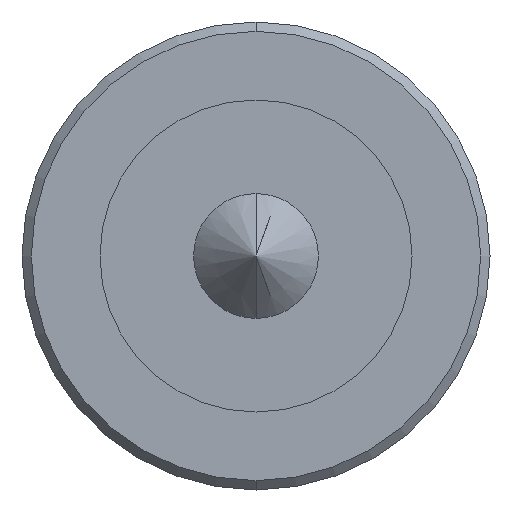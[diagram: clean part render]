
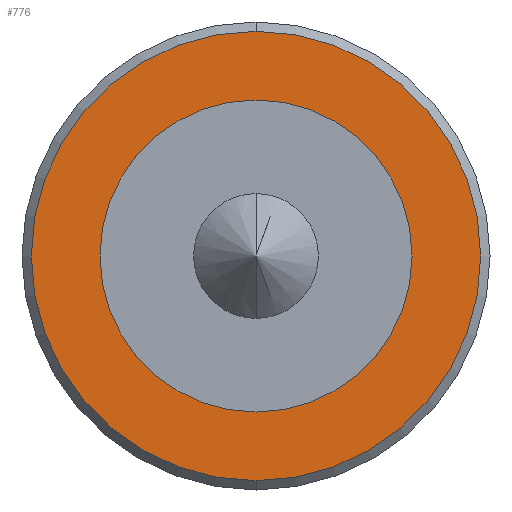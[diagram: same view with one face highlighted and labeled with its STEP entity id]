
A CAD part, front view. The second image highlights one B-rep face of the part: STEP entity #776.
In plain terms, the highlighted planar face has unit normal (0, -1, 0).
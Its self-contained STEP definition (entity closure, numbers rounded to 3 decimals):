
#95 = FACE_OUTER_BOUND ( 'NONE', #1820, .T. ) ;
#102 = FACE_BOUND ( 'NONE', #1821, .T. ) ;
#104 = AXIS2_PLACEMENT_3D ( 'NONE', #1330, #1331, #1332 ) ;
#156 = VERTEX_POINT ( 'NONE', #1048 ) ;
#170 = VERTEX_POINT ( 'NONE', #1062 ) ;
#230 = DIRECTION ( 'NONE',  ( 0., 1., 0. ) ) ;
#231 = DIRECTION ( 'NONE',  ( 0., 0., 1. ) ) ;
#593 = VERTEX_POINT ( 'NONE', #1087 ) ;
#596 = VERTEX_POINT ( 'NONE', #1090 ) ;
#669 = CIRCLE ( 'NONE', #966, 5. ) ;
#675 = CIRCLE ( 'NONE', #970, 7.2 ) ;
#691 = CIRCLE ( 'NONE', #928, 7.2 ) ;
#692 = CIRCLE ( 'NONE', #929, 5. ) ;
#776 = ADVANCED_FACE ( 'NONE', ( #95, #102 ), #1329, .T. ) ;
#809 = EDGE_CURVE ( 'NONE', #156, #170, #692, .T. ) ;
#810 = EDGE_CURVE ( 'NONE', #596, #593, #691, .T. ) ;
#928 = AXIS2_PLACEMENT_3D ( 'NONE', #1444, #1445, #1446 ) ;
#929 = AXIS2_PLACEMENT_3D ( 'NONE', #1441, #1442, #1443 ) ;
#966 = AXIS2_PLACEMENT_3D ( 'NONE', #1623, #230, #231 ) ;
#970 = AXIS2_PLACEMENT_3D ( 'NONE', #1543, #1553, #1554 ) ;
#1048 = CARTESIAN_POINT ( 'NONE',  ( 0., -8., -5. ) ) ;
#1062 = CARTESIAN_POINT ( 'NONE',  ( 0., -8., 5. ) ) ;
#1087 = CARTESIAN_POINT ( 'NONE',  ( 0., -8., -7.2 ) ) ;
#1090 = CARTESIAN_POINT ( 'NONE',  ( 0., -8., 7.2 ) ) ;
#1329 = PLANE ( 'NONE',  #104 ) ;
#1330 = CARTESIAN_POINT ( 'NONE',  ( -7.5, -8., 0. ) ) ;
#1331 = DIRECTION ( 'NONE',  ( 0., -1., 0. ) ) ;
#1332 = DIRECTION ( 'NONE',  ( 0., 0., -1. ) ) ;
#1441 = CARTESIAN_POINT ( 'NONE',  ( 0., -8., 0. ) ) ;
#1442 = DIRECTION ( 'NONE',  ( 0., 1., 0. ) ) ;
#1443 = DIRECTION ( 'NONE',  ( 0., 0., 1. ) ) ;
#1444 = CARTESIAN_POINT ( 'NONE',  ( 0., -8., 0. ) ) ;
#1445 = DIRECTION ( 'NONE',  ( 0., -1., 0. ) ) ;
#1446 = DIRECTION ( 'NONE',  ( 0., 0., -1. ) ) ;
#1543 = CARTESIAN_POINT ( 'NONE',  ( 0., -8., 0. ) ) ;
#1553 = DIRECTION ( 'NONE',  ( 0., -1., 0. ) ) ;
#1554 = DIRECTION ( 'NONE',  ( 0., 0., -1. ) ) ;
#1623 = CARTESIAN_POINT ( 'NONE',  ( 0., -8., 0. ) ) ;
#1642 = EDGE_CURVE ( 'NONE', #593, #596, #675, .T. ) ;
#1666 = EDGE_CURVE ( 'NONE', #170, #156, #669, .T. ) ;
#1751 = ORIENTED_EDGE ( 'NONE', *, *, #810, .T. ) ;
#1757 = ORIENTED_EDGE ( 'NONE', *, *, #809, .T. ) ;
#1758 = ORIENTED_EDGE ( 'NONE', *, *, #1642, .T. ) ;
#1785 = ORIENTED_EDGE ( 'NONE', *, *, #1666, .T. ) ;
#1820 = EDGE_LOOP ( 'NONE', ( #1751, #1758 ) ) ;
#1821 = EDGE_LOOP ( 'NONE', ( #1785, #1757 ) ) ;
